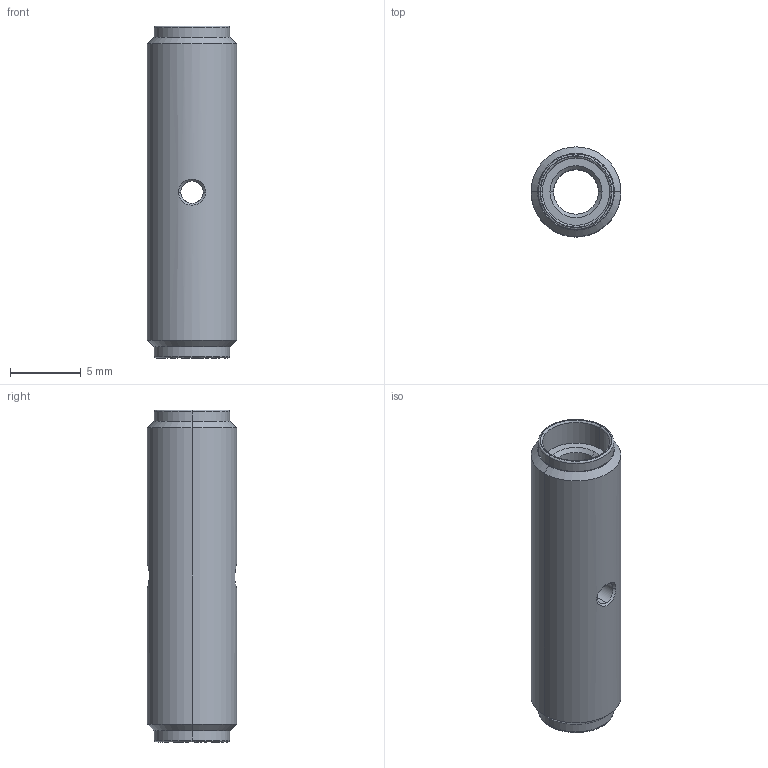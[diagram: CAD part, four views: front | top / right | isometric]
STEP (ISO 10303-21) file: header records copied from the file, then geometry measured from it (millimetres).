
FILE_DESCRIPTION (( 'STEP AP203' ), '1' );
FILE_NAME ('105450.stp', '2018-06-11T17:28:02', ( '' ), ( '' ), 'SwSTEP 2.0', 'SolidWorks 2012', '' );
FILE_SCHEMA (( 'CONFIG_CONTROL_DESIGN' ));
Length unit declared in the file: centimetre
Products named in the file (1): 105450
Bounding box: 6.35 x 6.35 x 23.47 mm (x, y, z)
Volume: 493.7 mm3; surface area: 753.3 mm2
Topology: 1 solids, 1 shells, 46 faces, 104 edges, 64 vertices
Faces by surface type: cylinder 16, bspline 12, plane 10, cone 8
Entity records: 3355 total; most frequent: CARTESIAN_POINT 2309, ORIENTED_EDGE 208, DIRECTION 186, EDGE_CURVE 104, AXIS2_PLACEMENT_3D 77, VERTEX_POINT 64, EDGE_LOOP 56, ADVANCED_FACE 46
